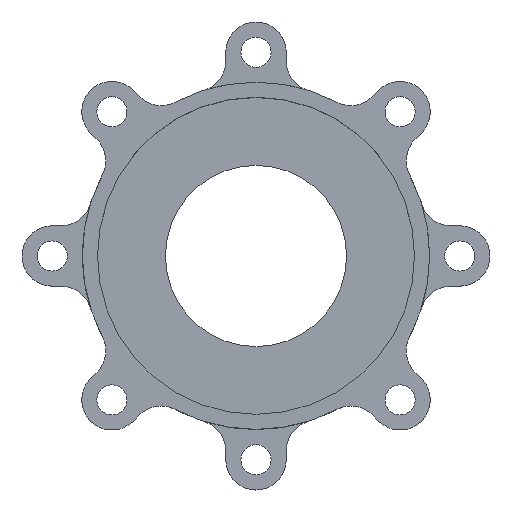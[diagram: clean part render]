
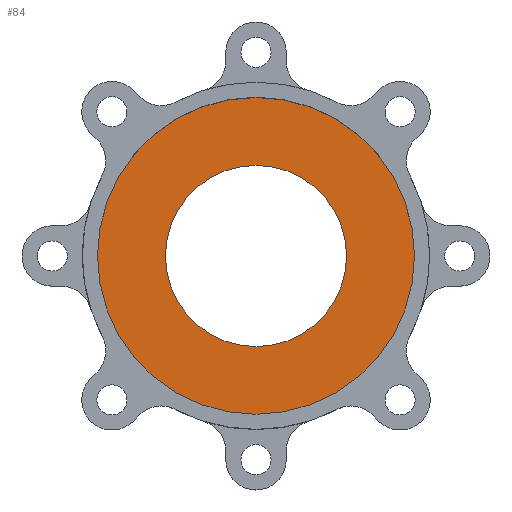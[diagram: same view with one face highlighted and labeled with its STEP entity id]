
A CAD part, top view. The second image highlights one B-rep face of the part: STEP entity #84.
In plain terms, the highlighted planar face has unit normal (0, 0, 1).
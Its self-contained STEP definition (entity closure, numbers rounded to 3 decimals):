
#84=ADVANCED_FACE('',(#410,#412),#414,.T.);
#410=FACE_BOUND('',#411,.T.);
#411=EDGE_LOOP('',(#844));
#412=FACE_BOUND('',#413,.T.);
#413=EDGE_LOOP('',(#845));
#414=PLANE('',#415);
#415=AXIS2_PLACEMENT_3D('',#416,#417,#418);
#416=CARTESIAN_POINT('',(0.,0.,2.));
#417=DIRECTION('',(0.,0.,1.));
#418=DIRECTION('',(-1.,0.,0.));
#844=ORIENTED_EDGE('',*,*,#1035,.F.);
#845=ORIENTED_EDGE('',*,*,#1101,.T.);
#1035=EDGE_CURVE('',#1276,#1276,#1277,.F.);
#1101=EDGE_CURVE('',#1384,#1384,#1385,.F.);
#1276=VERTEX_POINT('',#1809);
#1277=CIRCLE('',#1810,21.);
#1384=VERTEX_POINT('',#2083);
#1385=CIRCLE('',#2084,12.);
#1809=CARTESIAN_POINT('',(-21.,0.,2.));
#1810=AXIS2_PLACEMENT_3D('',#1811,#1812,#1813);
#1811=CARTESIAN_POINT('',(0.,0.,2.));
#1812=DIRECTION('',(0.,0.,1.));
#1813=DIRECTION('',(-1.,0.,0.));
#2083=CARTESIAN_POINT('',(-12.,0.,2.));
#2084=AXIS2_PLACEMENT_3D('',#2085,#2086,#2087);
#2085=CARTESIAN_POINT('',(0.,0.,2.));
#2086=DIRECTION('',(0.,0.,1.));
#2087=DIRECTION('',(-1.,0.,0.));
